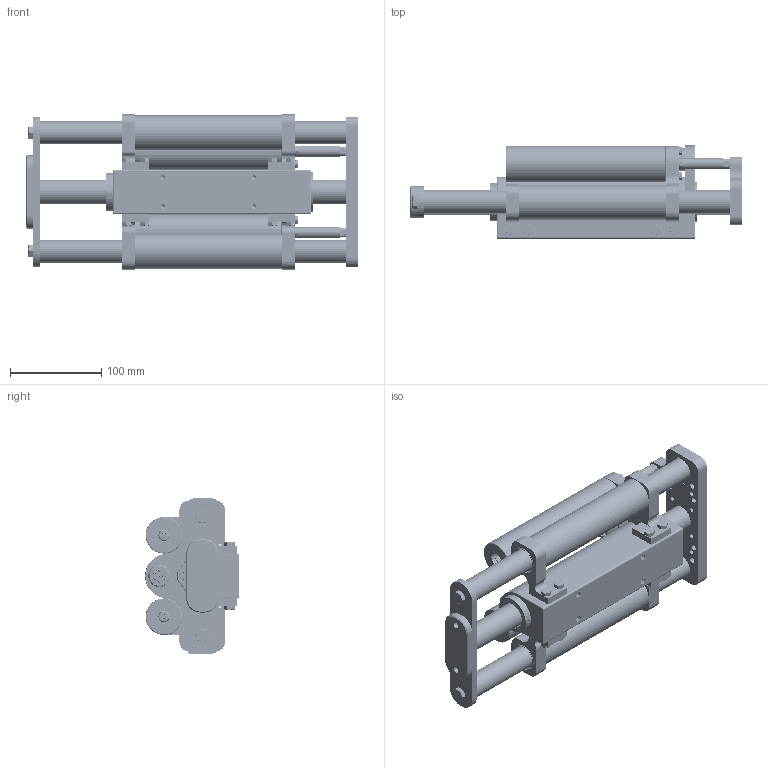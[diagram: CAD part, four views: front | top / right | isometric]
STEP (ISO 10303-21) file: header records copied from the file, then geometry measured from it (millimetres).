
FILE_DESCRIPTION (( 'STEP AP214' ), '1' );
FILE_NAME ('0186-1500_251125_SM01-48x150G-HP-C-105_MS08_SSCP.STEP', '2025-11-25T10:38:32', ( '' ), ( '' ), 'SwSTEP 2.0', 'SolidWorks 2025', '' );
FILE_SCHEMA (( 'AUTOMOTIVE_DESIGN' ));
Length unit declared in the file: millimetre
Products named in the file (32): 0230-0744_6kt-schr_M6x18_INOX; 0230-0722_Zyl-Schr_I-6kt_n-K_M10x20_INOX; 0180-2879_SM01k-48-MA-BE03-SSC; 0230-0242_6kt.-schr._M8x20_INOX; Motor_fix^0186-1500_SM01-48x150G-HP-C-105_MS08_SSCP; 0180-1921_SL01k-LR-38x...-SSC_SL01k-LR-38x188-SSC; 0230-0705_Zyl.-Schr_I-6kt_n-K_M5x16_INOX; 0180-1857_PB01-48h_SSH_PB01-48-HP-SSC; 0180-1920_SM01k-48-RT-R; 0180-0532_MA01-PR01-DH_MA01-PR01-DH-4.9; 0230-0793_Gew.-Stift_I-6kt_K-k_M10x10_INOX; 0160-0757_Gew.-Stift_I-6kt_K-k_M5x5_INOX; 0230-0614_Zyl.-Schr_I-6kt_n-K_M8x20_8.8_INOX; PL01-27-HP-SF-W01_PL01-27x350!300-HP-SF-W01; 0180-1856_PB01-48v_SSH_PB01-48-HP-SSC; ML01-12_ML01-12x210!160; SL01-25x15.6x...2xM8_SL01-25x15.6x340-M8; Läufer_beweglich^0186-1500_SM01-48x150G-HP-C-105_MS08_SSCP; MS01-40x175-SSC_MS01-40x100; 0160-3107_SL01h-48x150-LRT; 0180-2352_SM01k-48-RT-R-40-SSC; 0180-1919_SM01k-48-RT-L; 0180-1999_Wellendichtung_25x27x3; 0180-4040_Dichtung_LBBR 25x35x5; 0160-3222_Linearkugellager_EXC-25-F-RB; 0180-2351_SM01k-48-RT-L-40-SSC; 0180-1927_SM01k-48-RP-SSC; 0186-1174_PS01-48x150G-HP-B01-SSCP-G01-C; 0230-0745_6kt-schr_M5x20_INOX; PS01h-48x150G-HP-B01-SSCP-G01-C; 0186-1500_251125_SM01-48x150G-HP-C-105_MS08_SSCP
Assembly tree (58 placements, depth 4):
  0186-1500_251125_SM01-48x150G-HP-C-105_MS08_SSCP
    Motor_fix^0186-1500_SM01-48x150G-HP-C-105_MS08_SSCP
      0186-1174_PS01-48x150G-HP-B01-SSCP-G01-C
        0180-1856_PB01-48v_SSH_PB01-48-HP-SSC
        0180-1857_PB01-48h_SSH_PB01-48-HP-SSC
        PS01h-48x150G-HP-B01-SSCP-G01-C
      0180-1920_SM01k-48-RT-R
      0180-2352_SM01k-48-RT-R-40-SSC
      0180-2351_SM01k-48-RT-L-40-SSC
      0180-1919_SM01k-48-RT-L
      0160-3107_SL01h-48x150-LRT  x2
        0180-1921_SL01k-LR-38x...-SSC_SL01k-LR-38x188-SSC
        0160-3222_Linearkugellager_EXC-25-F-RB
        0180-4040_Dichtung_LBBR 25x35x5
        0160-3222_Linearkugellager_EXC-25-F-RB
      0230-0744_6kt-schr_M6x18_INOX  x8
      MS01-40x175-SSC_MS01-40x100  x2
      0230-0745_6kt-schr_M5x20_INOX  x8
    Läufer_beweglich^0186-1500_SM01-48x150G-HP-C-105_MS08_SSCP
      PL01-27-HP-SF-W01_PL01-27x350!300-HP-SF-W01
      0230-0793_Gew.-Stift_I-6kt_K-k_M10x10_INOX
      SL01-25x15.6x...2xM8_SL01-25x15.6x340-M8  x2
      0180-2879_SM01k-48-MA-BE03-SSC
      0230-0614_Zyl.-Schr_I-6kt_n-K_M8x20_8.8_INOX  x2
      0230-0722_Zyl-Schr_I-6kt_n-K_M10x20_INOX
      0180-1927_SM01k-48-RP-SSC
      0230-0242_6kt.-schr._M8x20_INOX  x2
      0180-1999_Wellendichtung_25x27x3  x4
      ML01-12_ML01-12x210!160  x2
      0180-0532_MA01-PR01-DH_MA01-PR01-DH-4.9  x2
      0230-0705_Zyl.-Schr_I-6kt_n-K_M5x16_INOX  x2
      0160-0757_Gew.-Stift_I-6kt_K-k_M5x5_INOX  x2
Bounding box: 363.5 x 102.5 x 170 mm (x, y, z)
Volume: 1950411.4 mm3; surface area: 523352.3 mm2
Topology: 67 solids, 67 shells, 3319 faces, 7546 edges, 4604 vertices
Faces by surface type: plane 1252, cylinder 877, cone 860, bspline 269, torus 61
Full cylindrical faces by diameter (mm): 1 x5, 1.2 x5, 1.5 x5, 2 x8, 2.5 x2, 2.6 x4, 2.8 x5, 3 x1, 3.1 x4, 3.8 x3, 4 x4, 4.2 x16, 4.5 x6, 4.6 x1, 5 x230, 5.4 x4, 6 x16, 6.4 x4, 6.5 x16, 6.8 x13, 7 x12, 8 x68, 8.3 x4, 8.4 x2, 8.5 x3, 8.566 x1, 9 x2, 10 x28, 11 x1, 12 x2
Entity records: 63794 total; most frequent: CARTESIAN_POINT 17473, DIRECTION 8268, ORIENTED_EDGE 7966, EDGE_CURVE 3983, AXIS2_PLACEMENT_3D 3168, VERTEX_POINT 2872, EDGE_LOOP 2833, FACE_OUTER_BOUND 2276
